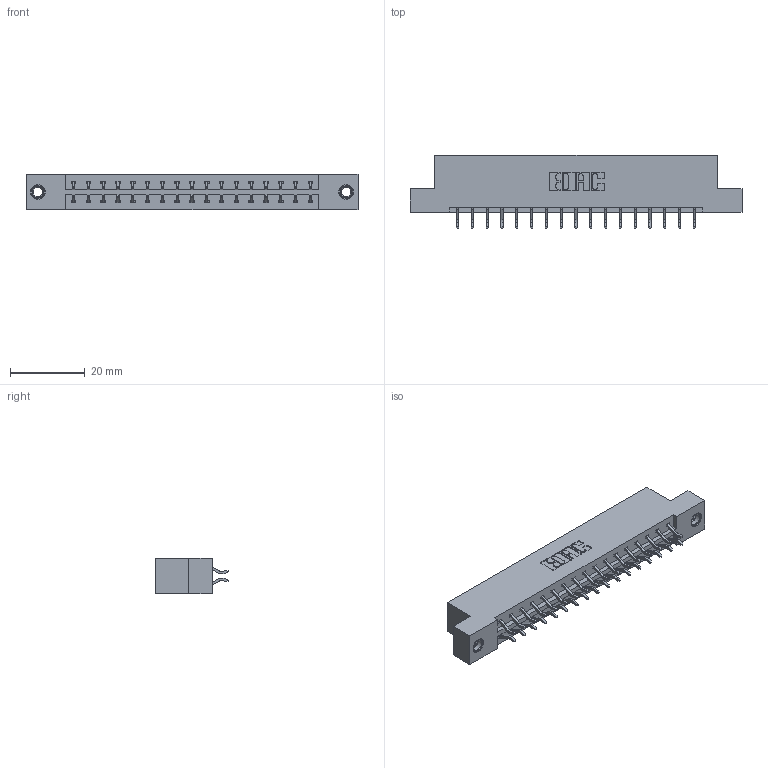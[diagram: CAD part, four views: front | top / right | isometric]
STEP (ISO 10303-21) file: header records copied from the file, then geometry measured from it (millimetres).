
FILE_DESCRIPTION (( 'STEP AP203' ), '1' );
FILE_NAME ('333-034-556-207.STEP', '2018-08-02T22:50:05', ( '' ), ( '' ), 'SwSTEP 2.0', 'SolidWorks 2016', '' );
FILE_SCHEMA (( 'CONFIG_CONTROL_DESIGN' ));
Length unit declared in the file: inch
Products named in the file (4): 345-292-001_556 Tail; 345-250-001_345-250-005-103; 333-034-556-207; 333 Part_Flush - .156 Dia - TI
Assembly tree (37 placements, depth 2):
  333-034-556-207
    333 Part_Flush - .156 Dia - TI
    345-292-001_556 Tail  x34
    345-250-001_345-250-005-103  x2
Bounding box: 88.9 x 19.57 x 9.4 mm (x, y, z)
Volume: 8827.5 mm3; surface area: 10168.3 mm2
Topology: 37 solids, 37 shells, 2146 faces, 6329 edges, 4166 vertices
Faces by surface type: plane 1462, cylinder 668, cone 12, torus 4
Entity records: 15576 total; most frequent: CARTESIAN_POINT 2609, ORIENTED_EDGE 2526, DIRECTION 2293, EDGE_CURVE 1263, LINE 1107, VECTOR 1107, VERTEX_POINT 836, AXIS2_PLACEMENT_3D 593
